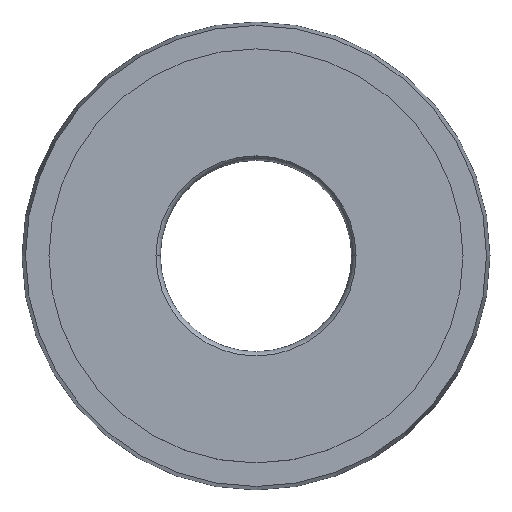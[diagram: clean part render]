
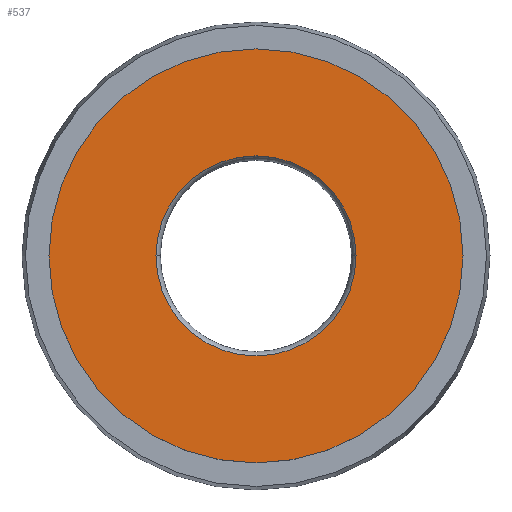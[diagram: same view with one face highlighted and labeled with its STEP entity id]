
A CAD part, top view. The second image highlights one B-rep face of the part: STEP entity #537.
In plain terms, the highlighted planar face has unit normal (0, 0, 1).
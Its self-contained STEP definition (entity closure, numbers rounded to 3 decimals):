
#6 = CIRCLE ( 'NONE', #126, 5.75 ) ;
#7 = DIRECTION ( 'NONE',  ( 0., 0., 1. ) ) ;
#12 = FACE_BOUND ( 'NONE', #511, .T. ) ;
#14 = EDGE_CURVE ( 'NONE', #127, #120, #298, .T. ) ;
#25 = CARTESIAN_POINT ( 'NONE',  ( -11.9, 0., 0. ) ) ;
#66 = EDGE_CURVE ( 'NONE', #120, #127, #212, .T. ) ;
#100 = AXIS2_PLACEMENT_3D ( 'NONE', #643, #355, #207 ) ;
#120 = VERTEX_POINT ( 'NONE', #425 ) ;
#126 = AXIS2_PLACEMENT_3D ( 'NONE', #628, #236, #186 ) ;
#127 = VERTEX_POINT ( 'NONE', #25 ) ;
#139 = AXIS2_PLACEMENT_3D ( 'NONE', #222, #460, #260 ) ;
#143 = EDGE_CURVE ( 'NONE', #271, #477, #379, .T. ) ;
#186 = DIRECTION ( 'NONE',  ( 1., 0., 0. ) ) ;
#198 = ORIENTED_EDGE ( 'NONE', *, *, #225, .F. ) ;
#207 = DIRECTION ( 'NONE',  ( -1., 0., 0. ) ) ;
#212 = CIRCLE ( 'NONE', #139, 11.9 ) ;
#222 = CARTESIAN_POINT ( 'NONE',  ( 0., 0., 0. ) ) ;
#225 = EDGE_CURVE ( 'NONE', #477, #271, #6, .T. ) ;
#236 = DIRECTION ( 'NONE',  ( 0., 0., 1. ) ) ;
#252 = CARTESIAN_POINT ( 'NONE',  ( -5.75, 0., 0. ) ) ;
#260 = DIRECTION ( 'NONE',  ( 1., 0., 0. ) ) ;
#264 = ORIENTED_EDGE ( 'NONE', *, *, #66, .T. ) ;
#271 = VERTEX_POINT ( 'NONE', #623 ) ;
#298 = CIRCLE ( 'NONE', #342, 11.9 ) ;
#314 = CARTESIAN_POINT ( 'NONE',  ( 0., 0., 0. ) ) ;
#342 = AXIS2_PLACEMENT_3D ( 'NONE', #314, #7, #365 ) ;
#355 = DIRECTION ( 'NONE',  ( 0., 0., -1. ) ) ;
#361 = FACE_OUTER_BOUND ( 'NONE', #600, .T. ) ;
#365 = DIRECTION ( 'NONE',  ( 1., 0., 0. ) ) ;
#371 = DIRECTION ( 'NONE',  ( 0., 0., 1. ) ) ;
#378 = DIRECTION ( 'NONE',  ( 1., 0., 0. ) ) ;
#379 = CIRCLE ( 'NONE', #604, 5.75 ) ;
#400 = ORIENTED_EDGE ( 'NONE', *, *, #14, .T. ) ;
#425 = CARTESIAN_POINT ( 'NONE',  ( 11.9, 0., 0. ) ) ;
#460 = DIRECTION ( 'NONE',  ( 0., 0., 1. ) ) ;
#477 = VERTEX_POINT ( 'NONE', #252 ) ;
#484 = PLANE ( 'NONE',  #100 ) ;
#511 = EDGE_LOOP ( 'NONE', ( #575, #198 ) ) ;
#517 = CARTESIAN_POINT ( 'NONE',  ( 0., 0., 0. ) ) ;
#537 = ADVANCED_FACE ( 'NONE', ( #12, #361 ), #484, .F. ) ;
#575 = ORIENTED_EDGE ( 'NONE', *, *, #143, .F. ) ;
#600 = EDGE_LOOP ( 'NONE', ( #264, #400 ) ) ;
#604 = AXIS2_PLACEMENT_3D ( 'NONE', #517, #371, #378 ) ;
#623 = CARTESIAN_POINT ( 'NONE',  ( 5.75, 0., 0. ) ) ;
#628 = CARTESIAN_POINT ( 'NONE',  ( 0., 0., 0. ) ) ;
#643 = CARTESIAN_POINT ( 'NONE',  ( 0., 0., 0. ) ) ;
